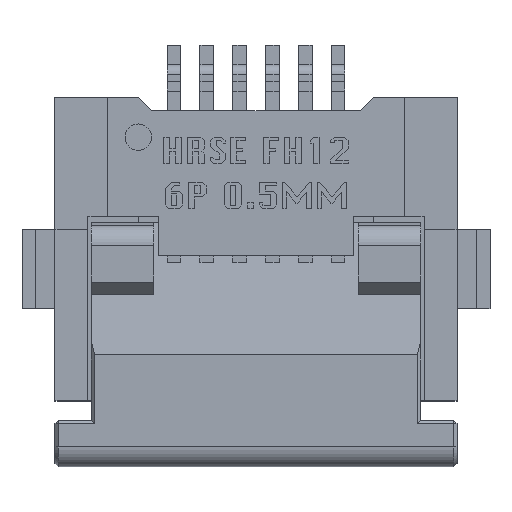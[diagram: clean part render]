
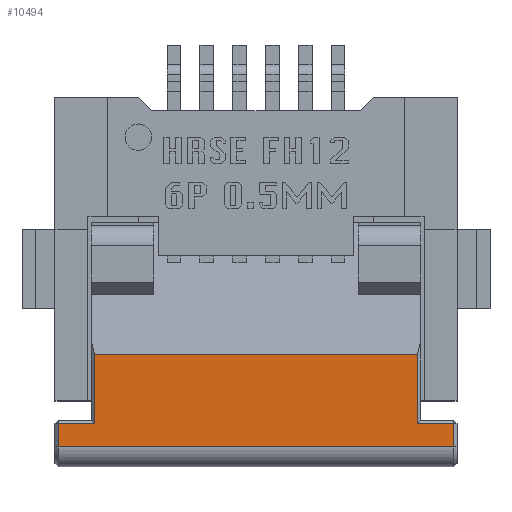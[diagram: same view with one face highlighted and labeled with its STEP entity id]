
A CAD part, top view. The second image highlights one B-rep face of the part: STEP entity #10494.
In plain terms, the highlighted planar face has unit normal (0, 0, 1).
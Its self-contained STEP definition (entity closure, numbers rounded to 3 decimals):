
#366=FACE_OUTER_BOUND('',#915,.T.);
#915=EDGE_LOOP('',(#7923,#7924,#7925,#7926,#7927,#7928,#7929,#7930));
#1863=LINE('',#15279,#3292);
#1891=LINE('',#15338,#3320);
#1902=LINE('',#15363,#3331);
#1916=LINE('',#15390,#3345);
#1925=LINE('',#15405,#3354);
#1931=LINE('',#15420,#3360);
#1943=LINE('',#15445,#3372);
#1944=LINE('',#15447,#3373);
#3292=VECTOR('',#12512,0.55);
#3320=VECTOR('',#12558,0.55);
#3331=VECTOR('',#12583,0.35);
#3345=VECTOR('',#12607,1.05);
#3354=VECTOR('',#12622,0.35);
#3360=VECTOR('',#12638,1.05);
#3372=VECTOR('',#12660,6.);
#3373=VECTOR('',#12663,4.9);
#4509=VERTEX_POINT('',#15274);
#4510=VERTEX_POINT('',#15278);
#4528=VERTEX_POINT('',#15328);
#4532=VERTEX_POINT('',#15337);
#4538=VERTEX_POINT('',#15357);
#4547=VERTEX_POINT('',#15389);
#4549=VERTEX_POINT('',#15401);
#4554=VERTEX_POINT('',#15418);
#5693=EDGE_CURVE('',#4510,#4509,#1863,.T.);
#5721=EDGE_CURVE('',#4528,#4532,#1891,.T.);
#5734=EDGE_CURVE('',#4538,#4528,#1902,.T.);
#5748=EDGE_CURVE('',#4532,#4547,#1916,.T.);
#5757=EDGE_CURVE('',#4509,#4549,#1925,.T.);
#5765=EDGE_CURVE('',#4554,#4510,#1931,.T.);
#5778=EDGE_CURVE('',#4538,#4549,#1943,.T.);
#5779=EDGE_CURVE('',#4547,#4554,#1944,.T.);
#7923=ORIENTED_EDGE('',*,*,#5748,.F.);
#7924=ORIENTED_EDGE('',*,*,#5721,.F.);
#7925=ORIENTED_EDGE('',*,*,#5734,.F.);
#7926=ORIENTED_EDGE('',*,*,#5778,.T.);
#7927=ORIENTED_EDGE('',*,*,#5757,.F.);
#7928=ORIENTED_EDGE('',*,*,#5693,.F.);
#7929=ORIENTED_EDGE('',*,*,#5765,.F.);
#7930=ORIENTED_EDGE('',*,*,#5779,.F.);
#9640=PLANE('',#11039);
#10494=ADVANCED_FACE('',(#366),#9640,.T.);
#11039=AXIS2_PLACEMENT_3D('',#15446,#12661,#12662);
#12512=DIRECTION('',(1.,0.,0.));
#12558=DIRECTION('',(1.,0.,0.));
#12583=DIRECTION('',(0.,1.,0.));
#12607=DIRECTION('',(0.,1.,0.));
#12622=DIRECTION('',(0.,-1.,0.));
#12638=DIRECTION('',(0.,-1.,0.));
#12660=DIRECTION('',(1.,0.,0.));
#12661=DIRECTION('center_axis',(0.,0.,1.));
#12662=DIRECTION('ref_axis',(0.,-1.,0.));
#12663=DIRECTION('',(1.,0.,0.));
#15274=CARTESIAN_POINT('',(3.,-3.65,2.));
#15278=CARTESIAN_POINT('',(2.45,-3.65,2.));
#15279=CARTESIAN_POINT('',(0.,-3.65,2.));
#15328=CARTESIAN_POINT('',(-3.,-3.65,2.));
#15337=CARTESIAN_POINT('',(-2.45,-3.65,2.));
#15338=CARTESIAN_POINT('',(0.,-3.65,2.));
#15357=CARTESIAN_POINT('',(-3.,-4.,2.));
#15363=CARTESIAN_POINT('',(-3.,-3.767,2.));
#15389=CARTESIAN_POINT('',(-2.45,-2.6,2.));
#15390=CARTESIAN_POINT('',(-2.45,-2.896,2.));
#15401=CARTESIAN_POINT('',(3.,-4.,2.));
#15405=CARTESIAN_POINT('',(3.,-3.767,2.));
#15418=CARTESIAN_POINT('',(2.45,-2.6,2.));
#15420=CARTESIAN_POINT('',(2.45,-2.896,2.));
#15445=CARTESIAN_POINT('',(0.,-4.,2.));
#15446=CARTESIAN_POINT('Origin',(0.,-3.6,2.));
#15447=CARTESIAN_POINT('',(0.,-2.6,2.));
